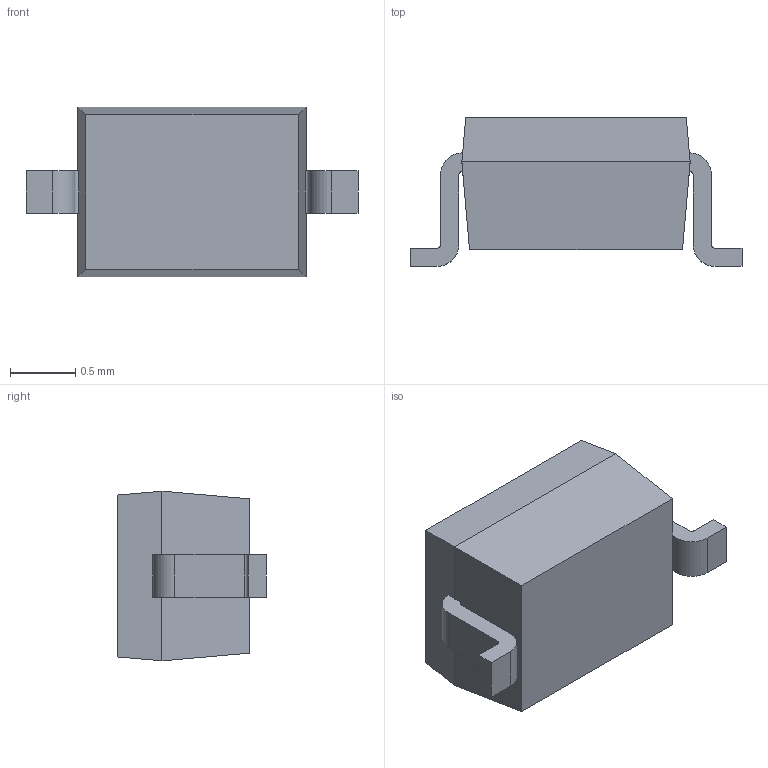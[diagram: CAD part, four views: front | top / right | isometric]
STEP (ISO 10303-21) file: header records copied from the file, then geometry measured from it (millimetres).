
FILE_DESCRIPTION (( 'STEP AP214' ), '1' );
FILE_NAME ('CDSOD323-T03.STEP', '2025-08-26T14:18:41', ( '' ), ( '' ), 'SwSTEP 2.0', 'SolidWorks 2021', '' );
FILE_SCHEMA (( 'AUTOMOTIVE_DESIGN' ));
Length unit declared in the file: millimetre
Products named in the file (1): CDSOD323-T03
Bounding box: 2.54 x 1.14 x 1.3 mm (x, y, z)
Volume: 2.2 mm3; surface area: 12.7 mm2
Topology: 4 solids, 4 shells, 47 faces, 110 edges, 72 vertices
Faces by surface type: plane 39, cylinder 8
Entity records: 1389 total; most frequent: CARTESIAN_POINT 230, DIRECTION 222, ORIENTED_EDGE 220, EDGE_CURVE 110, LINE 94, VECTOR 94, VERTEX_POINT 72, AXIS2_PLACEMENT_3D 64
